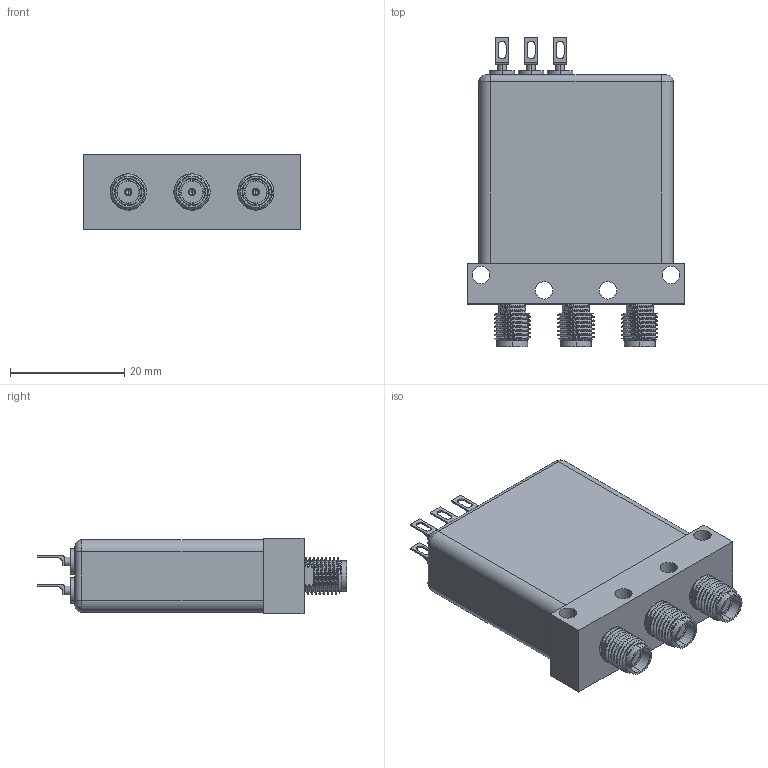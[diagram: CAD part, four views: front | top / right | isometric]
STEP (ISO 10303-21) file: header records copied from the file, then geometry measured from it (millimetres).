
FILE_DESCRIPTION (( 'STEP AP214' ), '1' );
FILE_NAME ('FMSW6545_3D.step', '2023-02-16T17:49:03', ( '' ), ( '' ), 'SwSTEP 2.0', 'SolidWorks 2022', '' );
FILE_SCHEMA (( 'AUTOMOTIVE_DESIGN' ));
Length unit declared in the file: inch
Products named in the file (6): R040691-e360_-03_5; R08121-e360 - ½Æ»s (2)_-007; LABEL ILS-100-02; A12021Y01-e360_-002_1; A12029003-e360_3; FMSW6545_3D
Assembly tree (12 placements, depth 2):
  FMSW6545_3D
    A12021Y01-e360_-002_1
    A12029003-e360_3  x3
    R040691-e360_-03_5  x6
    R08121-e360 - ½Æ»s (2)_-007
    LABEL ILS-100-02
Bounding box: 38.1 x 54.24 x 13.21 mm (x, y, z)
Volume: 5283.2 mm3; surface area: 11845 mm2
Topology: 9 solids, 24 shells, 917 faces, 2384 edges, 1549 vertices
Faces by surface type: plane 410, cylinder 295, bspline 164, cone 48
Entity records: 33048 total; most frequent: CARTESIAN_POINT 15684, ORIENTED_EDGE 2933, DIRECTION 2310, EDGE_CURVE 1469, VERTEX_POINT 965, VECTOR 936, LINE 936, AXIS2_PLACEMENT_3D 687
